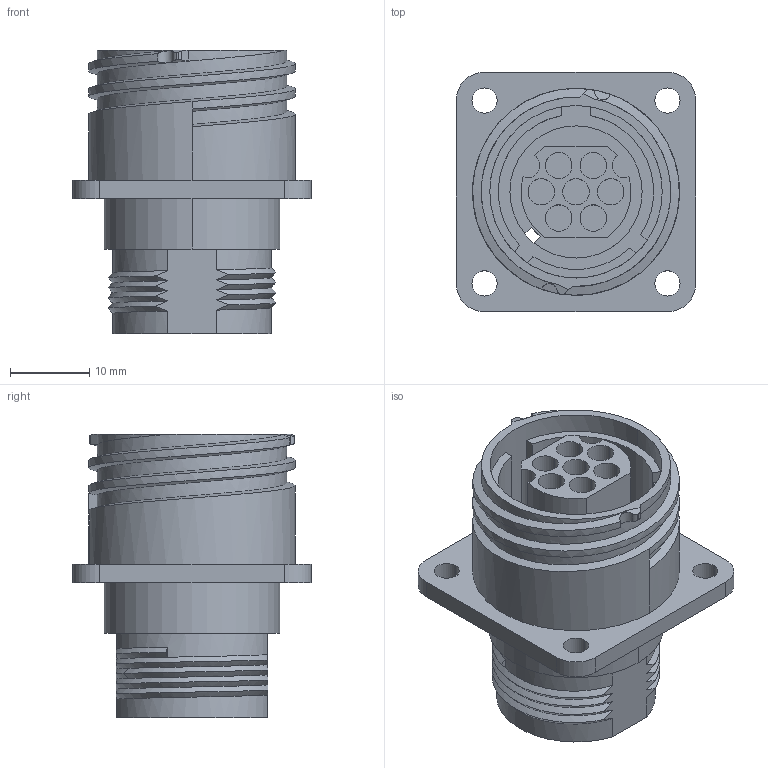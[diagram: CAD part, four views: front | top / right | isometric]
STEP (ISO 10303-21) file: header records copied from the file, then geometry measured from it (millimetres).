
FILE_DESCRIPTION((''),'2;1');
FILE_NAME('C-0208717-01-3','2007-09-03T',('workeradm'),('Tyco Electronics Corporation'),'PRO/ENGINEER BY PARAMETRIC TECHNOLOGY CORPORATION, 2005450','PRO/ENGINEER BY PARAMETRIC TECHNOLOGY CORPORATION, 2005450','');
FILE_SCHEMA(('CONFIG_CONTROL_DESIGN', 'GEOMETRIC_VALIDATION_PROPERTIES_MIM'));
Length unit declared in the file: millimetre
Products named in the file (1): C-0208717-01-3
Bounding box: 30.1 x 30.1 x 35.69 mm (x, y, z)
Volume: 8462.6 mm3; surface area: 9744.4 mm2
Topology: 1 solids, 1 shells, 164 faces, 416 edges, 274 vertices
Faces by surface type: cylinder 79, plane 59, bspline 26
Entity records: 9154 total; most frequent: CARTESIAN_POINT 5170, ORIENTED_EDGE 832, DIRECTION 738, EDGE_CURVE 416, AXIS2_PLACEMENT_3D 282, VERTEX_POINT 274, EDGE_LOOP 194, VECTOR 174
